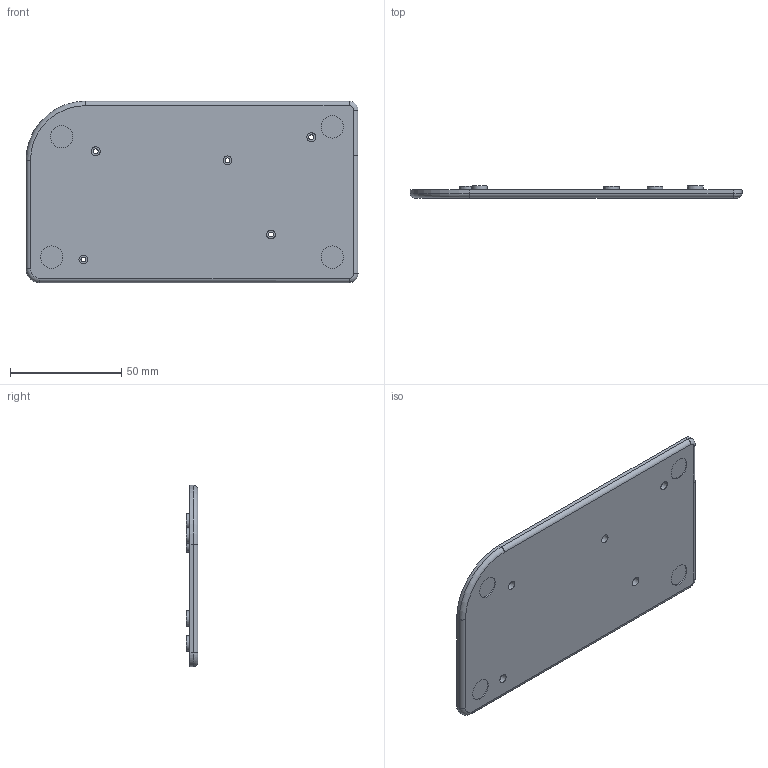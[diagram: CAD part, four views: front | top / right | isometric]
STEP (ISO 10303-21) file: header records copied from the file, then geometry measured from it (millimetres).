
FILE_DESCRIPTION(/* description */ (''),/* implementation_level */ '2;1');
FILE_NAME(/* name */ 'Bottom v7.step',/* time_stamp */ '2021-03-20T22:02:24+08:00',/* author */ (''),/* organization */ (''),/* preprocessor_version */ 'ST-DEVELOPER v18.1',/* originating_system */ 'Autodesk Translation Framework v9.10.0.1330',/* authorisation */ '');
FILE_SCHEMA (('AUTOMOTIVE_DESIGN { 1 0 10303 214 3 1 1 }'));
Length unit declared in the file: millimetre
Products named in the file (1): Pocket organ V17 enclosure
Bounding box: 149 x 5.3 x 81.45 mm (x, y, z)
Volume: 19253.7 mm3; surface area: 26784.6 mm2
Topology: 1 solids, 1 shells, 72 faces, 157 edges, 101 vertices
Faces by surface type: plane 35, cylinder 33, torus 2, bspline 2
Full cylindrical faces by diameter (mm): 2.2 x5, 4 x5, 7 x5, 10 x4
Entity records: 2057 total; most frequent: DIRECTION 369, CARTESIAN_POINT 353, ORIENTED_EDGE 314, EDGE_CURVE 157, AXIS2_PLACEMENT_3D 141, VERTEX_POINT 101, EDGE_LOOP 96, LINE 87
